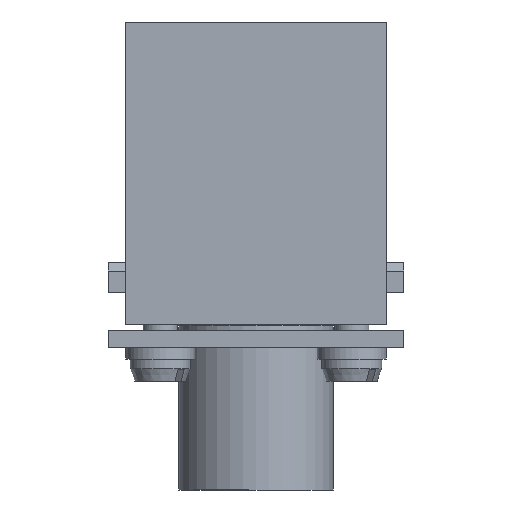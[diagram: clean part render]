
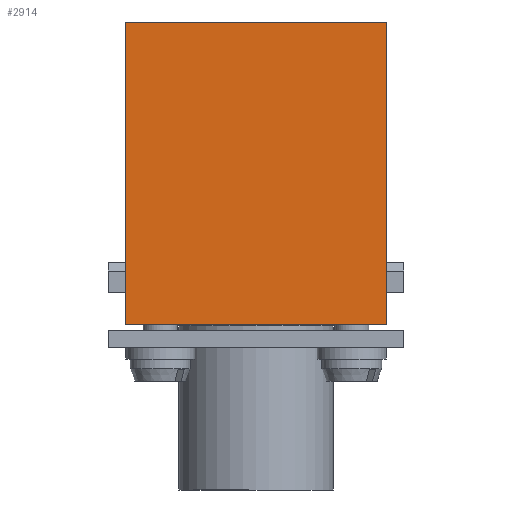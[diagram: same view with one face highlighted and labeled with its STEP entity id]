
A CAD part, left-side view. The second image highlights one B-rep face of the part: STEP entity #2914.
In plain terms, the highlighted planar face has unit normal (-1, 0, 0).
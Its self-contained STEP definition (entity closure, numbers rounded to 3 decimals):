
#2523=FACE_OUTER_BOUND('',#4117,.T.);
#2914=ADVANCED_FACE('',(#2523),#3289,.F.);
#3289=PLANE('',#10035);
#4117=EDGE_LOOP('',(#4972,#4973,#4974,#4975));
#4972=ORIENTED_EDGE('',*,*,#7438,.F.);
#4973=ORIENTED_EDGE('',*,*,#7302,.T.);
#4974=ORIENTED_EDGE('',*,*,#7134,.T.);
#4975=ORIENTED_EDGE('',*,*,#7436,.T.);
#6458=VERTEX_POINT('',#12332);
#6459=VERTEX_POINT('',#12334);
#6589=VERTEX_POINT('',#12739);
#6701=VERTEX_POINT('',#13012);
#7134=EDGE_CURVE('',#6459,#6458,#8110,.T.);
#7302=EDGE_CURVE('',#6589,#6459,#8240,.T.);
#7436=EDGE_CURVE('',#6458,#6701,#8347,.T.);
#7438=EDGE_CURVE('',#6589,#6701,#8349,.T.);
#8110=LINE('',#12333,#8807);
#8240=LINE('',#12738,#8937);
#8347=LINE('',#13013,#9044);
#8349=LINE('',#13017,#9046);
#8807=VECTOR('',#10465,1.);
#8937=VECTOR('',#10801,1.);
#9044=VECTOR('',#11018,1.);
#9046=VECTOR('',#11024,1.);
#10035=AXIS2_PLACEMENT_3D('',#13018,#11025,#11026);
#10465=DIRECTION('',(0.,0.,1.));
#10801=DIRECTION('',(0.,-1.,0.));
#11018=DIRECTION('',(0.,1.,0.));
#11024=DIRECTION('',(0.,0.,1.));
#11025=DIRECTION('',(1.,0.,0.));
#11026=DIRECTION('',(0.,-1.,0.));
#12332=CARTESIAN_POINT('',(-7.325,-15.15,31.5));
#12333=CARTESIAN_POINT('',(-7.325,-15.15,3.5));
#12334=CARTESIAN_POINT('',(-7.325,-15.15,-3.7));
#12738=CARTESIAN_POINT('',(-7.325,-8.5,-3.7));
#12739=CARTESIAN_POINT('',(-7.325,15.15,-3.7));
#13012=CARTESIAN_POINT('',(-7.325,15.15,31.5));
#13013=CARTESIAN_POINT('',(-7.325,-15.15,31.5));
#13017=CARTESIAN_POINT('',(-7.325,15.15,3.5));
#13018=CARTESIAN_POINT('',(-7.325,-15.15,3.5));
